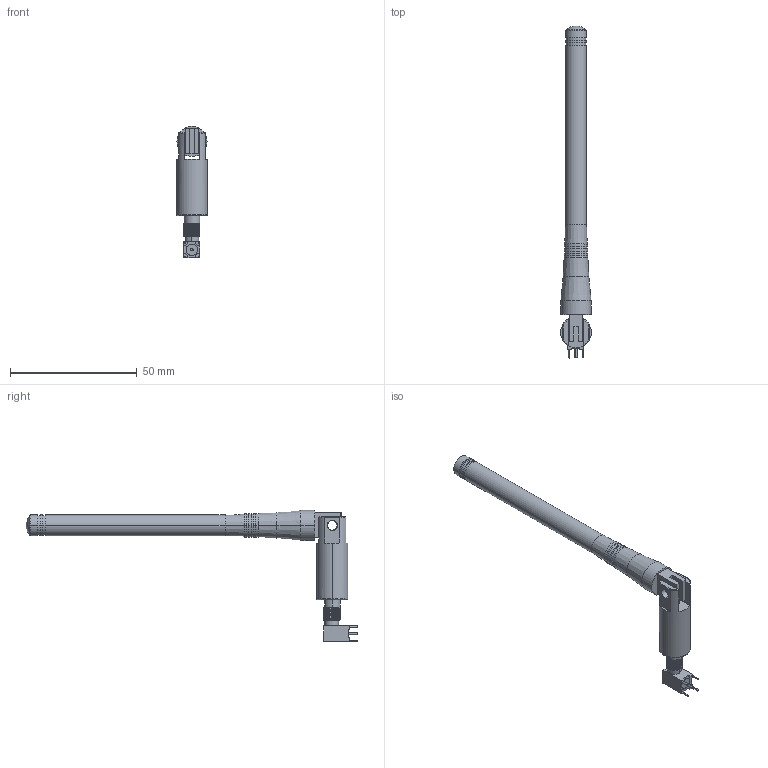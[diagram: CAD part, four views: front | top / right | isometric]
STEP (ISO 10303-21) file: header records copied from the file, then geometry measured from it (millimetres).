
FILE_DESCRIPTION (( 'STEP AP214' ), '1' );
FILE_NAME ('Assem1_antenna.STEP', '2024-11-09T06:56:49', ( '' ), ( '' ), 'SwSTEP 2.0', 'SolidWorks 2020', '' );
FILE_SCHEMA (( 'AUTOMOTIVE_DESIGN' ));
Length unit declared in the file: millimetre
Products named in the file (5): Assem1_antenna; Cayangten.STEP; ANT-916-PML_Antena_Valor predeterminado.STEP; Truangten.step; ANT-916-PML_Base_Valor predeterminado.STEP
Assembly tree (4 placements, depth 3):
  Assem1_antenna
    Truangten.step
    Cayangten.STEP
      ANT-916-PML_Base_Valor predeterminado.STEP
      ANT-916-PML_Antena_Valor predeterminado.STEP
Bounding box: 12.19 x 131.03 x 51.87 mm (x, y, z)
Volume: 11273 mm3; surface area: 6126.3 mm2
Topology: 4 solids, 4 shells, 182 faces, 437 edges, 284 vertices
Faces by surface type: cylinder 82, plane 75, cone 14, torus 6, bspline 3, sphere 2
Entity records: 7444 total; most frequent: CARTESIAN_POINT 3043, DIRECTION 869, ORIENTED_EDGE 868, EDGE_CURVE 434, AXIS2_PLACEMENT_3D 323, VERTEX_POINT 283, LINE 223, VECTOR 223
